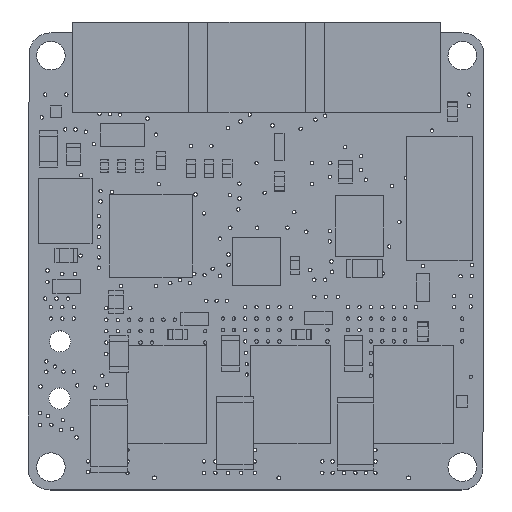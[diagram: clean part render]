
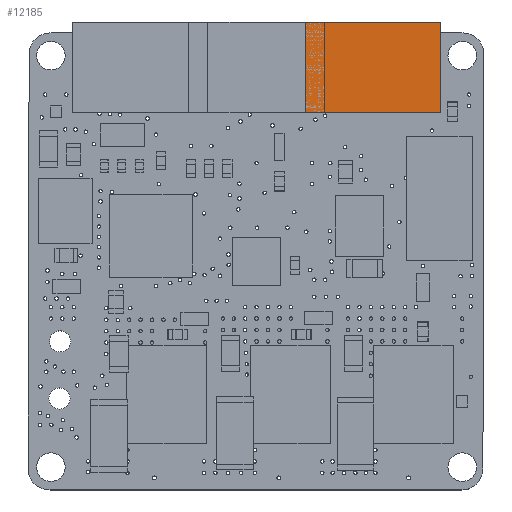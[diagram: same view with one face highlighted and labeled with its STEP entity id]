
A CAD part, top view. The second image highlights one B-rep face of the part: STEP entity #12185.
In plain terms, the highlighted planar face has unit normal (0, 0, 1).
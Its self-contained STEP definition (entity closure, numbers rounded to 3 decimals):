
#1139=PLANE('',#13786);
#1723=FACE_OUTER_BOUND('',#2935,.T.);
#2935=EDGE_LOOP('',(#10545,#10546,#10547,#10548));
#3639=LINE('',#20336,#4415);
#3642=LINE('',#20342,#4418);
#3645=LINE('',#20348,#4421);
#3648=LINE('',#20352,#4424);
#4415=VECTOR('',#17117,10.);
#4418=VECTOR('',#17122,10.);
#4421=VECTOR('',#17127,10.);
#4424=VECTOR('',#17132,10.);
#6171=VERTEX_POINT('',#20333);
#6172=VERTEX_POINT('',#20335);
#6174=VERTEX_POINT('',#20341);
#6176=VERTEX_POINT('',#20347);
#7639=EDGE_CURVE('',#6172,#6171,#3639,.T.);
#7642=EDGE_CURVE('',#6174,#6172,#3642,.T.);
#7645=EDGE_CURVE('',#6176,#6174,#3645,.T.);
#7648=EDGE_CURVE('',#6171,#6176,#3648,.T.);
#10545=ORIENTED_EDGE('',*,*,#7648,.T.);
#10546=ORIENTED_EDGE('',*,*,#7645,.T.);
#10547=ORIENTED_EDGE('',*,*,#7642,.T.);
#10548=ORIENTED_EDGE('',*,*,#7639,.T.);
#12185=ADVANCED_FACE('',(#1723),#1139,.T.);
#13786=AXIS2_PLACEMENT_3D('',#20353,#17133,#17134);
#17117=DIRECTION('',(-1.,0.,0.));
#17122=DIRECTION('',(0.,1.,0.));
#17127=DIRECTION('',(1.,0.,0.));
#17132=DIRECTION('',(0.,-1.,0.));
#17133=DIRECTION('center_axis',(0.,0.,1.));
#17134=DIRECTION('ref_axis',(1.,0.,0.));
#20333=CARTESIAN_POINT('',(-5.925,3.5,0.1));
#20335=CARTESIAN_POINT('',(5.925,3.5,0.1));
#20336=CARTESIAN_POINT('',(5.925,3.5,0.1));
#20341=CARTESIAN_POINT('',(5.925,-4.4,0.1));
#20342=CARTESIAN_POINT('',(5.925,-4.4,0.1));
#20347=CARTESIAN_POINT('',(-5.925,-4.4,0.1));
#20348=CARTESIAN_POINT('',(-5.925,-4.4,0.1));
#20352=CARTESIAN_POINT('',(-5.925,3.5,0.1));
#20353=CARTESIAN_POINT('Origin',(0.,-0.45,0.1));
